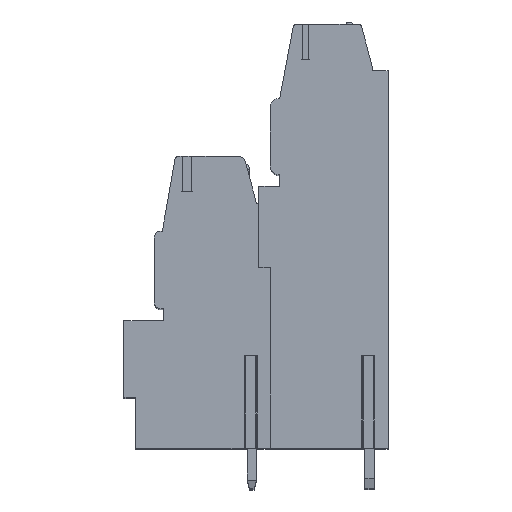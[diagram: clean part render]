
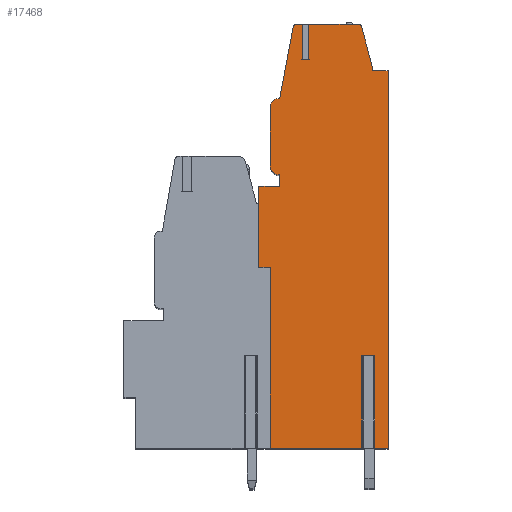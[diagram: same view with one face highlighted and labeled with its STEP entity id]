
A CAD part, top view. The second image highlights one B-rep face of the part: STEP entity #17468.
In plain terms, the highlighted planar face has unit normal (0, 0, 1).
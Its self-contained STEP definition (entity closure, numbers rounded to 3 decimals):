
#13=DIRECTION('',(0.,1.,0.));
#14=VECTOR('',#13,15.6);
#15=CARTESIAN_POINT('',(1.,-19.1,58.42));
#16=LINE('',#15,#14);
#17=DIRECTION('',(1.,0.,0.));
#18=VECTOR('',#17,1.);
#19=CARTESIAN_POINT('',(0.,-3.5,58.42));
#20=LINE('',#19,#18);
#21=DIRECTION('',(-1.,0.,0.));
#22=VECTOR('',#21,1.8);
#23=CARTESIAN_POINT('',(1.8,3.5,58.42));
#24=LINE('',#23,#22);
#25=DIRECTION('',(0.,-1.,0.));
#26=VECTOR('',#25,1.);
#27=CARTESIAN_POINT('',(1.8,4.5,58.42));
#28=LINE('',#27,#26);
#29=CARTESIAN_POINT('',(1.8,5.3,58.42));
#30=DIRECTION('',(0.,0.,1.));
#31=DIRECTION('',(-1.,0.,0.));
#32=AXIS2_PLACEMENT_3D('',#29,#30,#31);
#34=DIRECTION('',(0.,-1.,0.));
#35=VECTOR('',#34,5.);
#36=CARTESIAN_POINT('',(1.,10.3,58.42));
#37=LINE('',#36,#35);
#38=CARTESIAN_POINT('',(1.8,10.3,58.42));
#39=DIRECTION('',(0.,0.,1.));
#40=DIRECTION('',(0.,1.,0.));
#41=AXIS2_PLACEMENT_3D('',#38,#39,#40);
#43=DIRECTION('',(-0.186,-0.983,0.));
#44=VECTOR('',#43,6.265);
#45=CARTESIAN_POINT('',(2.964,17.256,58.42));
#46=LINE('',#45,#44);
#47=CARTESIAN_POINT('',(3.259,17.2,58.42));
#48=DIRECTION('',(0.,0.,1.));
#49=DIRECTION('',(0.,1.,0.));
#50=AXIS2_PLACEMENT_3D('',#47,#48,#49);
#52=DIRECTION('',(-1.,0.,0.));
#53=VECTOR('',#52,0.551);
#54=CARTESIAN_POINT('',(3.81,17.5,58.42));
#55=LINE('',#54,#53);
#56=DIRECTION('',(0.,-1.,0.));
#57=VECTOR('',#56,3.05);
#58=CARTESIAN_POINT('',(3.81,17.5,58.42));
#59=LINE('',#58,#57);
#60=DIRECTION('',(1.,0.,0.));
#61=VECTOR('',#60,0.5);
#62=CARTESIAN_POINT('',(3.81,14.45,58.42));
#63=LINE('',#62,#61);
#64=DIRECTION('',(0.,-1.,0.));
#65=VECTOR('',#64,3.05);
#66=CARTESIAN_POINT('',(4.31,17.5,58.42));
#67=LINE('',#66,#65);
#68=DIRECTION('',(-1.,0.,0.));
#69=VECTOR('',#68,4.27);
#70=CARTESIAN_POINT('',(8.58,17.5,58.42));
#71=LINE('',#70,#69);
#72=CARTESIAN_POINT('',(8.58,17.2,58.42));
#73=DIRECTION('',(0.,0.,1.));
#74=DIRECTION('',(0.965,0.261,0.));
#75=AXIS2_PLACEMENT_3D('',#72,#73,#74);
#77=DIRECTION('',(-0.261,0.965,0.));
#78=VECTOR('',#77,3.539);
#79=CARTESIAN_POINT('',(9.792,13.861,58.42));
#80=LINE('',#79,#78);
#81=DIRECTION('',(-0.035,0.999,0.));
#82=VECTOR('',#81,0.361);
#83=CARTESIAN_POINT('',(9.805,13.5,58.42));
#84=LINE('',#83,#82);
#85=DIRECTION('',(-1.,0.,0.));
#86=VECTOR('',#85,1.355);
#87=CARTESIAN_POINT('',(11.16,13.5,58.42));
#88=LINE('',#87,#86);
#89=DIRECTION('',(0.,1.,0.));
#90=VECTOR('',#89,32.6);
#91=CARTESIAN_POINT('',(11.16,-19.1,58.42));
#92=LINE('',#91,#90);
#93=DIRECTION('',(1.,0.,0.));
#94=VECTOR('',#93,1.39);
#95=CARTESIAN_POINT('',(9.77,-19.1,58.42));
#96=LINE('',#95,#94);
#97=DIRECTION('',(0.,1.,0.));
#98=VECTOR('',#97,8.);
#99=CARTESIAN_POINT('',(9.77,-19.1,58.42));
#100=LINE('',#99,#98);
#101=DIRECTION('',(-1.,0.,0.));
#102=VECTOR('',#101,0.62);
#103=CARTESIAN_POINT('',(9.77,-11.1,58.42));
#104=LINE('',#103,#102);
#105=DIRECTION('',(0.,1.,0.));
#106=VECTOR('',#105,8.);
#107=CARTESIAN_POINT('',(9.15,-19.1,58.42));
#108=LINE('',#107,#106);
#109=DIRECTION('',(1.,0.,0.));
#110=VECTOR('',#109,8.15);
#111=CARTESIAN_POINT('',(1.,-19.1,58.42));
#112=LINE('',#111,#110);
#281=DIRECTION('',(0.,-1.,0.));
#282=VECTOR('',#281,7.);
#283=CARTESIAN_POINT('',(0.,3.5,58.42));
#284=LINE('',#283,#282);
#13697=CARTESIAN_POINT('',(11.16,-19.1,58.42));
#13698=CARTESIAN_POINT('',(11.16,13.5,58.42));
#13699=VERTEX_POINT('',#13697);
#13700=VERTEX_POINT('',#13698);
#13701=CARTESIAN_POINT('',(9.805,13.5,58.42));
#13702=VERTEX_POINT('',#13701);
#13703=CARTESIAN_POINT('',(9.792,13.861,58.42));
#13704=VERTEX_POINT('',#13703);
#13705=CARTESIAN_POINT('',(8.87,17.278,58.42));
#13706=VERTEX_POINT('',#13705);
#13707=CARTESIAN_POINT('',(8.58,17.5,58.42));
#13708=VERTEX_POINT('',#13707);
#13709=CARTESIAN_POINT('',(3.259,17.5,58.42));
#13710=CARTESIAN_POINT('',(2.964,17.256,58.42));
#13711=VERTEX_POINT('',#13709);
#13712=VERTEX_POINT('',#13710);
#13713=CARTESIAN_POINT('',(1.8,11.1,58.42));
#13714=VERTEX_POINT('',#13713);
#13715=CARTESIAN_POINT('',(1.,10.3,58.42));
#13716=VERTEX_POINT('',#13715);
#13717=CARTESIAN_POINT('',(1.,5.3,58.42));
#13718=VERTEX_POINT('',#13717);
#13719=CARTESIAN_POINT('',(1.8,4.5,58.42));
#13720=VERTEX_POINT('',#13719);
#13721=CARTESIAN_POINT('',(1.8,3.5,58.42));
#13722=VERTEX_POINT('',#13721);
#13723=CARTESIAN_POINT('',(0.,3.5,58.42));
#13724=VERTEX_POINT('',#13723);
#13809=CARTESIAN_POINT('',(9.77,-11.1,58.42));
#13810=CARTESIAN_POINT('',(9.15,-11.1,58.42));
#13811=VERTEX_POINT('',#13809);
#13812=VERTEX_POINT('',#13810);
#13813=CARTESIAN_POINT('',(9.77,-19.1,58.42));
#13814=VERTEX_POINT('',#13813);
#13815=CARTESIAN_POINT('',(9.15,-19.1,58.42));
#13816=VERTEX_POINT('',#13815);
#13817=CARTESIAN_POINT('',(1.,-19.1,58.42));
#13818=VERTEX_POINT('',#13817);
#13855=CARTESIAN_POINT('',(3.81,14.45,58.42));
#13856=CARTESIAN_POINT('',(4.31,14.45,58.42));
#13857=VERTEX_POINT('',#13855);
#13858=VERTEX_POINT('',#13856);
#13859=CARTESIAN_POINT('',(3.81,17.5,58.42));
#13860=VERTEX_POINT('',#13859);
#13865=CARTESIAN_POINT('',(4.31,17.5,58.42));
#13866=VERTEX_POINT('',#13865);
#17149=CARTESIAN_POINT('',(1.,-3.5,58.42));
#17150=VERTEX_POINT('',#17149);
#17151=CARTESIAN_POINT('',(0.,-3.5,58.42));
#17152=VERTEX_POINT('',#17151);
#17411=CARTESIAN_POINT('',(0.,0.,58.42));
#17412=DIRECTION('',(0.,0.,1.));
#17413=DIRECTION('',(1.,0.,0.));
#17414=AXIS2_PLACEMENT_3D('',#17411,#17412,#17413);
#17415=PLANE('',#17414);
#17417=ORIENTED_EDGE('',*,*,#17416,.T.);
#17419=ORIENTED_EDGE('',*,*,#17418,.F.);
#17421=ORIENTED_EDGE('',*,*,#17420,.F.);
#17423=ORIENTED_EDGE('',*,*,#17422,.F.);
#17425=ORIENTED_EDGE('',*,*,#17424,.F.);
#17427=ORIENTED_EDGE('',*,*,#17426,.F.);
#17429=ORIENTED_EDGE('',*,*,#17428,.F.);
#17431=ORIENTED_EDGE('',*,*,#17430,.F.);
#17433=ORIENTED_EDGE('',*,*,#17432,.F.);
#17435=ORIENTED_EDGE('',*,*,#17434,.F.);
#17437=ORIENTED_EDGE('',*,*,#17436,.F.);
#17439=ORIENTED_EDGE('',*,*,#17438,.T.);
#17441=ORIENTED_EDGE('',*,*,#17440,.T.);
#17443=ORIENTED_EDGE('',*,*,#17442,.F.);
#17445=ORIENTED_EDGE('',*,*,#17444,.F.);
#17447=ORIENTED_EDGE('',*,*,#17446,.F.);
#17449=ORIENTED_EDGE('',*,*,#17448,.F.);
#17451=ORIENTED_EDGE('',*,*,#17450,.F.);
#17453=ORIENTED_EDGE('',*,*,#17452,.F.);
#17455=ORIENTED_EDGE('',*,*,#17454,.F.);
#17457=ORIENTED_EDGE('',*,*,#17456,.F.);
#17459=ORIENTED_EDGE('',*,*,#17458,.T.);
#17461=ORIENTED_EDGE('',*,*,#17460,.T.);
#17463=ORIENTED_EDGE('',*,*,#17462,.F.);
#17465=ORIENTED_EDGE('',*,*,#17464,.F.);
#17466=EDGE_LOOP('',(#17417,#17419,#17421,#17423,#17425,#17427,#17429,#17431,
#17433,#17435,#17437,#17439,#17441,#17443,#17445,#17447,#17449,#17451,#17453,
#17455,#17457,#17459,#17461,#17463,#17465));
#17467=FACE_OUTER_BOUND('',#17466,.F.);
#33=CIRCLE('',#32,0.8);
#42=CIRCLE('',#41,0.8);
#51=CIRCLE('',#50,0.3);
#76=CIRCLE('',#75,0.3);
#17416=EDGE_CURVE('',#13818,#17150,#16,.T.);
#17418=EDGE_CURVE('',#17152,#17150,#20,.T.);
#17420=EDGE_CURVE('',#13724,#17152,#284,.T.);
#17422=EDGE_CURVE('',#13722,#13724,#24,.T.);
#17424=EDGE_CURVE('',#13720,#13722,#28,.T.);
#17426=EDGE_CURVE('',#13718,#13720,#33,.T.);
#17428=EDGE_CURVE('',#13716,#13718,#37,.T.);
#17430=EDGE_CURVE('',#13714,#13716,#42,.T.);
#17432=EDGE_CURVE('',#13712,#13714,#46,.T.);
#17434=EDGE_CURVE('',#13711,#13712,#51,.T.);
#17436=EDGE_CURVE('',#13860,#13711,#55,.T.);
#17438=EDGE_CURVE('',#13860,#13857,#59,.T.);
#17440=EDGE_CURVE('',#13857,#13858,#63,.T.);
#17442=EDGE_CURVE('',#13866,#13858,#67,.T.);
#17444=EDGE_CURVE('',#13708,#13866,#71,.T.);
#17446=EDGE_CURVE('',#13706,#13708,#76,.T.);
#17448=EDGE_CURVE('',#13704,#13706,#80,.T.);
#17450=EDGE_CURVE('',#13702,#13704,#84,.T.);
#17452=EDGE_CURVE('',#13700,#13702,#88,.T.);
#17454=EDGE_CURVE('',#13699,#13700,#92,.T.);
#17456=EDGE_CURVE('',#13814,#13699,#96,.T.);
#17458=EDGE_CURVE('',#13814,#13811,#100,.T.);
#17460=EDGE_CURVE('',#13811,#13812,#104,.T.);
#17462=EDGE_CURVE('',#13816,#13812,#108,.T.);
#17464=EDGE_CURVE('',#13818,#13816,#112,.T.);
#17468=ADVANCED_FACE('',(#17467),#17415,.T.);
